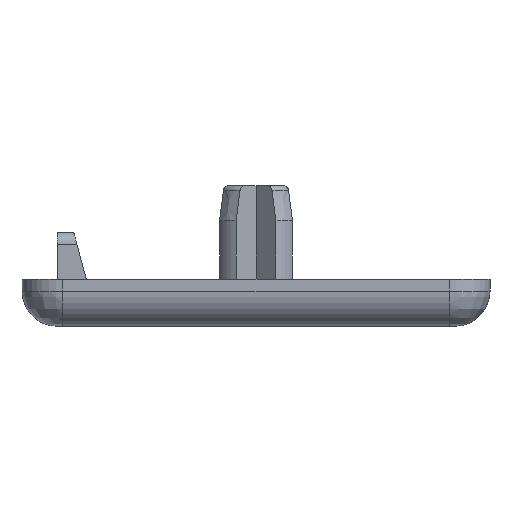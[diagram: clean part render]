
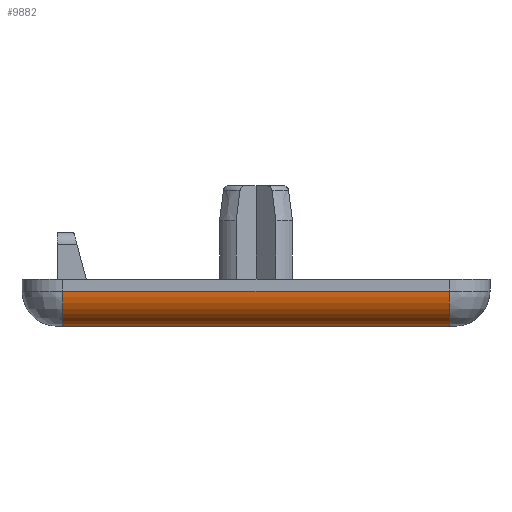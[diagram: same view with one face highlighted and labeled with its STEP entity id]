
A CAD part, front view. The second image highlights one B-rep face of the part: STEP entity #9882.
In plain terms, the highlighted cylindrical face has radius 3 mm (diameter 6 mm), a partial arc.
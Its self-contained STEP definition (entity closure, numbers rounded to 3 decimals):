
#7604 = VERTEX_POINT('',#7605);
#7605 = CARTESIAN_POINT('',(-16.5,-20.,3.));
#7612 = PLANE('',#7613);
#7613 = AXIS2_PLACEMENT_3D('',#7614,#7615,#7616);
#7614 = CARTESIAN_POINT('',(-20.,-20.,4.));
#7615 = DIRECTION('',(0.,1.,0.));
#7616 = DIRECTION('',(1.,0.,-0.));
#7631 = EDGE_CURVE('',#7604,#7632,#7634,.T.);
#7632 = VERTEX_POINT('',#7633);
#7633 = CARTESIAN_POINT('',(16.5,-20.,3.));
#7634 = SURFACE_CURVE('',#7635,(#7639,#7646),.PCURVE_S1.);
#7635 = LINE('',#7636,#7637);
#7636 = CARTESIAN_POINT('',(-20.,-20.,3.));
#7637 = VECTOR('',#7638,1.);
#7638 = DIRECTION('',(1.,-0.,0.));
#7639 = PCURVE('',#7612,#7640);
#7640 = DEFINITIONAL_REPRESENTATION('',(#7641),#7645);
#7641 = LINE('',#7642,#7643);
#7642 = CARTESIAN_POINT('',(0.,1.));
#7643 = VECTOR('',#7644,1.);
#7644 = DIRECTION('',(1.,-0.));
#7645 = ( GEOMETRIC_REPRESENTATION_CONTEXT(2) 
PARAMETRIC_REPRESENTATION_CONTEXT() REPRESENTATION_CONTEXT('2D SPACE',''
  ) );
#7646 = PCURVE('',#7647,#7652);
#7647 = CYLINDRICAL_SURFACE('',#7648,3.);
#7648 = AXIS2_PLACEMENT_3D('',#7649,#7650,#7651);
#7649 = CARTESIAN_POINT('',(-20.,-17.,3.));
#7650 = DIRECTION('',(-1.,0.,0.));
#7651 = DIRECTION('',(0.,0.,-1.));
#7652 = DEFINITIONAL_REPRESENTATION('',(#7653),#7657);
#7653 = LINE('',#7654,#7655);
#7654 = CARTESIAN_POINT('',(1.571,0.));
#7655 = VECTOR('',#7656,1.);
#7656 = DIRECTION('',(0.,-1.));
#7657 = ( GEOMETRIC_REPRESENTATION_CONTEXT(2) 
PARAMETRIC_REPRESENTATION_CONTEXT() REPRESENTATION_CONTEXT('2D SPACE',''
  ) );
#7898 = EDGE_CURVE('',#7899,#7901,#7903,.T.);
#7899 = VERTEX_POINT('',#7900);
#7900 = CARTESIAN_POINT('',(16.5,-17.,0.));
#7901 = VERTEX_POINT('',#7902);
#7902 = CARTESIAN_POINT('',(-16.5,-17.,0.));
#7903 = SURFACE_CURVE('',#7904,(#7908,#7920),.PCURVE_S1.);
#7904 = LINE('',#7905,#7906);
#7905 = CARTESIAN_POINT('',(20.,-17.,0.));
#7906 = VECTOR('',#7907,1.);
#7907 = DIRECTION('',(-1.,-0.,-0.));
#7908 = PCURVE('',#7909,#7914);
#7909 = PLANE('',#7910);
#7910 = AXIS2_PLACEMENT_3D('',#7911,#7912,#7913);
#7911 = CARTESIAN_POINT('',(20.,-20.,0.));
#7912 = DIRECTION('',(-0.,0.,1.));
#7913 = DIRECTION('',(1.,0.,0.));
#7914 = DEFINITIONAL_REPRESENTATION('',(#7915),#7919);
#7915 = LINE('',#7916,#7917);
#7916 = CARTESIAN_POINT('',(0.,3.));
#7917 = VECTOR('',#7918,1.);
#7918 = DIRECTION('',(-1.,0.));
#7919 = ( GEOMETRIC_REPRESENTATION_CONTEXT(2) 
PARAMETRIC_REPRESENTATION_CONTEXT() REPRESENTATION_CONTEXT('2D SPACE',''
  ) );
#7920 = PCURVE('',#7647,#7921);
#7921 = DEFINITIONAL_REPRESENTATION('',(#7922),#7926);
#7922 = LINE('',#7923,#7924);
#7923 = CARTESIAN_POINT('',(0.,-40.));
#7924 = VECTOR('',#7925,1.);
#7925 = DIRECTION('',(0.,1.));
#7926 = ( GEOMETRIC_REPRESENTATION_CONTEXT(2) 
PARAMETRIC_REPRESENTATION_CONTEXT() REPRESENTATION_CONTEXT('2D SPACE',''
  ) );
#7949 = SURFACE_OF_REVOLUTION('',#7950,#7963);
#7950 = B_SPLINE_CURVE_WITH_KNOTS('',6,(#7951,#7952,#7953,#7954,#7955,
    #7956,#7957,#7958,#7959,#7960,#7961,#7962),.UNSPECIFIED.,.F.,.F.,(7,
    5,7),(4.712,5.498,6.283),.UNSPECIFIED.);
#7951 = CARTESIAN_POINT('',(-16.,-16.5,0.));
#7952 = CARTESIAN_POINT('',(-15.607,-16.5,0.));
#7953 = CARTESIAN_POINT('',(-15.215,-16.5,0.062));
#7954 = CARTESIAN_POINT('',(-14.834,-16.5,0.185));
#7955 = CARTESIAN_POINT('',(-14.478,-16.5,0.367));
#7956 = CARTESIAN_POINT('',(-14.156,-16.5,0.601));
#7957 = CARTESIAN_POINT('',(-13.601,-16.5,1.156));
#7958 = CARTESIAN_POINT('',(-13.367,-16.5,1.478));
#7959 = CARTESIAN_POINT('',(-13.185,-16.5,1.834));
#7960 = CARTESIAN_POINT('',(-13.062,-16.5,2.215));
#7961 = CARTESIAN_POINT('',(-13.,-16.5,2.607));
#7962 = CARTESIAN_POINT('',(-13.,-16.5,3.));
#7963 = AXIS1_PLACEMENT('',#7964,#7965);
#7964 = CARTESIAN_POINT('',(-16.5,-16.5,3.));
#7965 = DIRECTION('',(-0.,0.,1.));
#8151 = SURFACE_OF_REVOLUTION('',#8152,#8165);
#8152 = B_SPLINE_CURVE_WITH_KNOTS('',6,(#8153,#8154,#8155,#8156,#8157,
    #8158,#8159,#8160,#8161,#8162,#8163,#8164),.UNSPECIFIED.,.F.,.F.,(7,
    5,7),(4.712,5.498,6.283),.UNSPECIFIED.);
#8153 = CARTESIAN_POINT('',(17.,-16.5,0.));
#8154 = CARTESIAN_POINT('',(17.393,-16.5,0.));
#8155 = CARTESIAN_POINT('',(17.785,-16.5,0.062));
#8156 = CARTESIAN_POINT('',(18.166,-16.5,0.185));
#8157 = CARTESIAN_POINT('',(18.522,-16.5,0.367));
#8158 = CARTESIAN_POINT('',(18.844,-16.5,0.601));
#8159 = CARTESIAN_POINT('',(19.399,-16.5,1.156));
#8160 = CARTESIAN_POINT('',(19.633,-16.5,1.478));
#8161 = CARTESIAN_POINT('',(19.815,-16.5,1.834));
#8162 = CARTESIAN_POINT('',(19.938,-16.5,2.215));
#8163 = CARTESIAN_POINT('',(20.,-16.5,2.607));
#8164 = CARTESIAN_POINT('',(20.,-16.5,3.));
#8165 = AXIS1_PLACEMENT('',#8166,#8167);
#8166 = CARTESIAN_POINT('',(16.5,-16.5,3.));
#8167 = DIRECTION('',(-0.,0.,1.));
#9832 = EDGE_CURVE('',#7899,#7632,#9833,.T.);
#9833 = SURFACE_CURVE('',#9834,(#9839,#9846),.PCURVE_S1.);
#9834 = CIRCLE('',#9835,3.);
#9835 = AXIS2_PLACEMENT_3D('',#9836,#9837,#9838);
#9836 = CARTESIAN_POINT('',(16.5,-17.,3.));
#9837 = DIRECTION('',(-1.,0.,0.));
#9838 = DIRECTION('',(0.,0.,1.));
#9839 = PCURVE('',#8151,#9840);
#9840 = DEFINITIONAL_REPRESENTATION('',(#9841),#9845);
#9841 = LINE('',#9842,#9843);
#9842 = CARTESIAN_POINT('',(4.712,1.571));
#9843 = VECTOR('',#9844,1.);
#9844 = DIRECTION('',(0.,1.));
#9845 = ( GEOMETRIC_REPRESENTATION_CONTEXT(2) 
PARAMETRIC_REPRESENTATION_CONTEXT() REPRESENTATION_CONTEXT('2D SPACE',''
  ) );
#9846 = PCURVE('',#7647,#9847);
#9847 = DEFINITIONAL_REPRESENTATION('',(#9848),#9852);
#9848 = LINE('',#9849,#9850);
#9849 = CARTESIAN_POINT('',(-3.142,-36.5));
#9850 = VECTOR('',#9851,1.);
#9851 = DIRECTION('',(1.,0.));
#9852 = ( GEOMETRIC_REPRESENTATION_CONTEXT(2) 
PARAMETRIC_REPRESENTATION_CONTEXT() REPRESENTATION_CONTEXT('2D SPACE',''
  ) );
#9882 = ADVANCED_FACE('',(#9883),#7647,.T.);
#9883 = FACE_BOUND('',#9884,.T.);
#9884 = EDGE_LOOP('',(#9885,#9886,#9887,#9909));
#9885 = ORIENTED_EDGE('',*,*,#9832,.T.);
#9886 = ORIENTED_EDGE('',*,*,#7631,.F.);
#9887 = ORIENTED_EDGE('',*,*,#9888,.F.);
#9888 = EDGE_CURVE('',#7901,#7604,#9889,.T.);
#9889 = SURFACE_CURVE('',#9890,(#9895,#9902),.PCURVE_S1.);
#9890 = CIRCLE('',#9891,3.);
#9891 = AXIS2_PLACEMENT_3D('',#9892,#9893,#9894);
#9892 = CARTESIAN_POINT('',(-16.5,-17.,3.));
#9893 = DIRECTION('',(-1.,0.,0.));
#9894 = DIRECTION('',(0.,0.,1.));
#9895 = PCURVE('',#7647,#9896);
#9896 = DEFINITIONAL_REPRESENTATION('',(#9897),#9901);
#9897 = LINE('',#9898,#9899);
#9898 = CARTESIAN_POINT('',(-3.142,-3.5));
#9899 = VECTOR('',#9900,1.);
#9900 = DIRECTION('',(1.,0.));
#9901 = ( GEOMETRIC_REPRESENTATION_CONTEXT(2) 
PARAMETRIC_REPRESENTATION_CONTEXT() REPRESENTATION_CONTEXT('2D SPACE',''
  ) );
#9902 = PCURVE('',#7949,#9903);
#9903 = DEFINITIONAL_REPRESENTATION('',(#9904),#9908);
#9904 = LINE('',#9905,#9906);
#9905 = CARTESIAN_POINT('',(4.712,1.571));
#9906 = VECTOR('',#9907,1.);
#9907 = DIRECTION('',(0.,1.));
#9908 = ( GEOMETRIC_REPRESENTATION_CONTEXT(2) 
PARAMETRIC_REPRESENTATION_CONTEXT() REPRESENTATION_CONTEXT('2D SPACE',''
  ) );
#9909 = ORIENTED_EDGE('',*,*,#7898,.F.);
